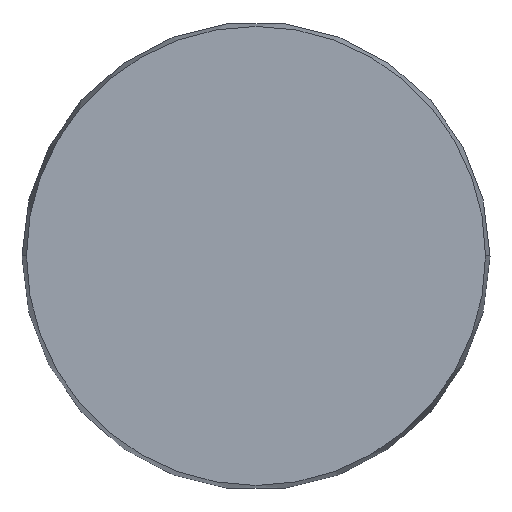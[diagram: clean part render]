
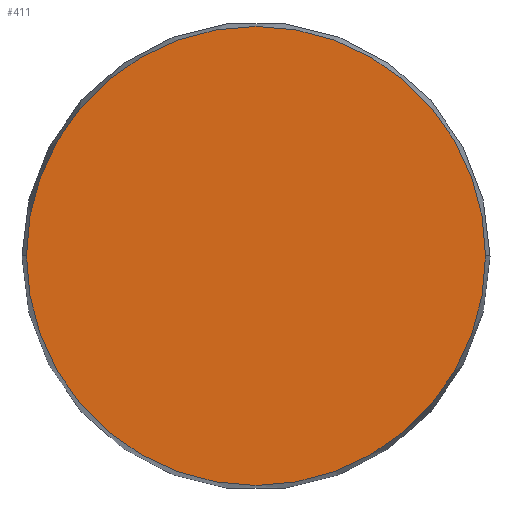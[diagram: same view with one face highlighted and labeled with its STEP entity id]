
A CAD part, top view. The second image highlights one B-rep face of the part: STEP entity #411.
In plain terms, the highlighted planar face has unit normal (0, 0, 1).
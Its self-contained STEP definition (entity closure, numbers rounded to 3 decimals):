
#15 = ORIENTED_EDGE ( 'NONE', *, *, #66, .F. ) ;
#49 = AXIS2_PLACEMENT_3D ( 'NONE', #434, #114, #408 ) ;
#58 = ORIENTED_EDGE ( 'NONE', *, *, #160, .F. ) ;
#66 = EDGE_CURVE ( 'NONE', #193, #290, #328, .T. ) ;
#95 = CARTESIAN_POINT ( 'NONE',  ( 7.828, 0., 0. ) ) ;
#114 = DIRECTION ( 'NONE',  ( 0., 0., -1. ) ) ;
#128 = DIRECTION ( 'NONE',  ( 1., 0., 0. ) ) ;
#160 = EDGE_CURVE ( 'NONE', #290, #193, #258, .T. ) ;
#162 = DIRECTION ( 'NONE',  ( 0., 0., 1. ) ) ;
#170 = CARTESIAN_POINT ( 'NONE',  ( -7.828, 0., 0. ) ) ;
#171 = DIRECTION ( 'NONE',  ( 0., 0., -1. ) ) ;
#193 = VERTEX_POINT ( 'NONE', #170 ) ;
#233 = CARTESIAN_POINT ( 'NONE',  ( 7.828, 0., 0. ) ) ;
#258 = CIRCLE ( 'NONE', #49, 7.828 ) ;
#270 = FACE_OUTER_BOUND ( 'NONE', #384, .T. ) ;
#271 = AXIS2_PLACEMENT_3D ( 'NONE', #233, #162, #128 ) ;
#290 = VERTEX_POINT ( 'NONE', #95 ) ;
#291 = CARTESIAN_POINT ( 'NONE',  ( 0., 0., 0. ) ) ;
#328 = CIRCLE ( 'NONE', #415, 7.828 ) ;
#341 = PLANE ( 'NONE',  #271 ) ;
#384 = EDGE_LOOP ( 'NONE', ( #15, #58 ) ) ;
#408 = DIRECTION ( 'NONE',  ( -1., 0., 0. ) ) ;
#411 = ADVANCED_FACE ( 'NONE', ( #270 ), #341, .T. ) ;
#415 = AXIS2_PLACEMENT_3D ( 'NONE', #291, #171, #435 ) ;
#434 = CARTESIAN_POINT ( 'NONE',  ( 0., 0., 0. ) ) ;
#435 = DIRECTION ( 'NONE',  ( -1., 0., 0. ) ) ;
